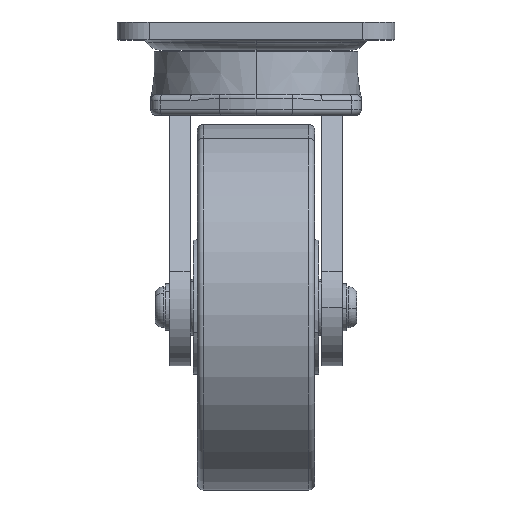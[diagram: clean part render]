
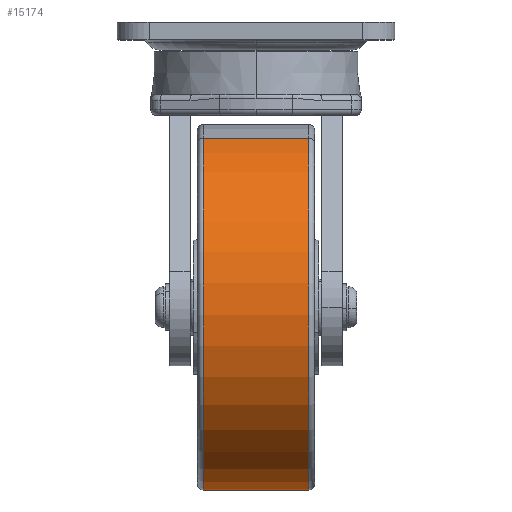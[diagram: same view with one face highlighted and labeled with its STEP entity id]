
A CAD part, top view. The second image highlights one B-rep face of the part: STEP entity #15174.
In plain terms, the highlighted cylindrical face has radius 62.5 mm (diameter 125 mm), a partial arc.
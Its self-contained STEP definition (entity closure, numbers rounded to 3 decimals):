
#76 = CARTESIAN_POINT ( 'NONE',  ( -18., -7.886, 73.866 ) ) ;
#671 = CARTESIAN_POINT ( 'NONE',  ( -18., -65.65, 50. ) ) ;
#3627 = DIRECTION ( 'NONE',  ( 1., 0., 0. ) ) ;
#4187 = ORIENTED_EDGE ( 'NONE', *, *, #25902, .F. ) ;
#4357 = DIRECTION ( 'NONE',  ( 0., -0.924, -0.382 ) ) ;
#5031 = DIRECTION ( 'NONE',  ( -1., 0., 0. ) ) ;
#8771 = EDGE_CURVE ( 'NONE', #32556, #43833, #15880, .T. ) ;
#11722 = CARTESIAN_POINT ( 'NONE',  ( -18., -123.414, 26.134 ) ) ;
#12049 = VERTEX_POINT ( 'NONE', #24994 ) ;
#12148 = EDGE_CURVE ( 'NONE', #38152, #32556, #18366, .T. ) ;
#12886 = DIRECTION ( 'NONE',  ( 1., 0., 0. ) ) ;
#12908 = DIRECTION ( 'NONE',  ( 1., 0., 0. ) ) ;
#13606 = EDGE_LOOP ( 'NONE', ( #4187, #15682, #35723, #28678 ) ) ;
#15174 = ADVANCED_FACE ( 'NONE', ( #28556 ), #37154, .T. ) ;
#15682 = ORIENTED_EDGE ( 'NONE', *, *, #12148, .T. ) ;
#15880 = LINE ( 'NONE', #34775, #34156 ) ;
#16393 = AXIS2_PLACEMENT_3D ( 'NONE', #26958, #5031, #30626 ) ;
#18366 = CIRCLE ( 'NONE', #31016, 62.5 ) ;
#22073 = CIRCLE ( 'NONE', #16393, 62.5 ) ;
#24994 = CARTESIAN_POINT ( 'NONE',  ( 18., -7.886, 73.866 ) ) ;
#25540 = CARTESIAN_POINT ( 'NONE',  ( 42.335, -65.65, 50. ) ) ;
#25902 = EDGE_CURVE ( 'NONE', #38152, #12049, #39423, .T. ) ;
#26276 = DIRECTION ( 'NONE',  ( 1., 0., 0. ) ) ;
#26958 = CARTESIAN_POINT ( 'NONE',  ( 18., -65.65, 50. ) ) ;
#28556 = FACE_OUTER_BOUND ( 'NONE', #13606, .T. ) ;
#28678 = ORIENTED_EDGE ( 'NONE', *, *, #38279, .T. ) ;
#30626 = DIRECTION ( 'NONE',  ( 0., 0.924, 0.382 ) ) ;
#30845 = VECTOR ( 'NONE', #12908, 1000. ) ;
#31016 = AXIS2_PLACEMENT_3D ( 'NONE', #671, #26276, #4357 ) ;
#31721 = AXIS2_PLACEMENT_3D ( 'NONE', #25540, #3627, #47440 ) ;
#32556 = VERTEX_POINT ( 'NONE', #11722 ) ;
#34156 = VECTOR ( 'NONE', #12886, 1000. ) ;
#34775 = CARTESIAN_POINT ( 'NONE',  ( 42.335, -123.414, 26.134 ) ) ;
#34987 = CARTESIAN_POINT ( 'NONE',  ( 18., -123.414, 26.134 ) ) ;
#35723 = ORIENTED_EDGE ( 'NONE', *, *, #8771, .T. ) ;
#37154 = CYLINDRICAL_SURFACE ( 'NONE', #31721, 62.5 ) ;
#38152 = VERTEX_POINT ( 'NONE', #76 ) ;
#38279 = EDGE_CURVE ( 'NONE', #43833, #12049, #22073, .T. ) ;
#39423 = LINE ( 'NONE', #45691, #30845 ) ;
#43833 = VERTEX_POINT ( 'NONE', #34987 ) ;
#45691 = CARTESIAN_POINT ( 'NONE',  ( 42.335, -7.886, 73.866 ) ) ;
#47440 = DIRECTION ( 'NONE',  ( 0., -0.924, -0.382 ) ) ;
